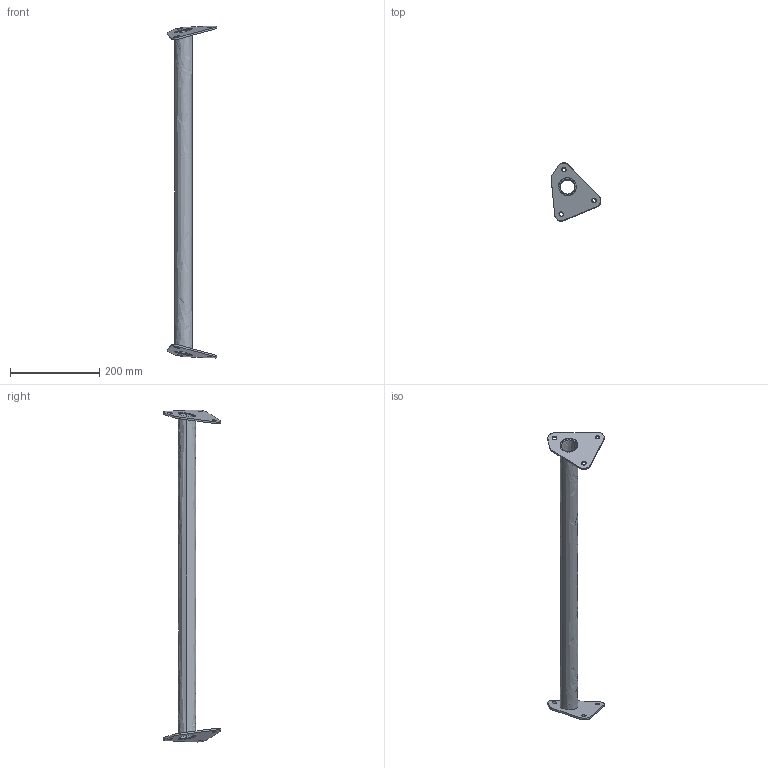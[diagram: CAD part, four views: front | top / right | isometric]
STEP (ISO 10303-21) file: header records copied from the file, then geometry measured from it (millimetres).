
FILE_DESCRIPTION(/* description */ (''),/* implementation_level */ '2;1');
FILE_NAME(/* name */ 'P8',/* time_stamp */ '2017-08-10T21:09:10+02:00',/* author */ (''),/* organization */ (''),/* preprocessor_version */ 'ST-DEVELOPER v15',/* originating_system */ '',/* authorisation */ '');
FILE_SCHEMA (('CONFIG_CONTROL_DESIGN'));
Length unit declared in the file: millimetre
Products named in the file (1): Document
Bounding box: 111.54 x 129.88 x 745.74 mm (x, y, z)
Volume: 315011.1 mm3; surface area: 203945.9 mm2
Topology: 3 solids, 3 shells, 42 faces, 108 edges, 72 vertices
Faces by surface type: bspline 28, plane 14
Entity records: 1808 total; most frequent: CARTESIAN_POINT 1040, ORIENTED_EDGE 216, EDGE_CURVE 108, VERTEX_POINT 72, B_SPLINE_CURVE_WITH_KNOTS 68, EDGE_LOOP 60, ADVANCED_FACE 42, FACE_OUTER_BOUND 42
